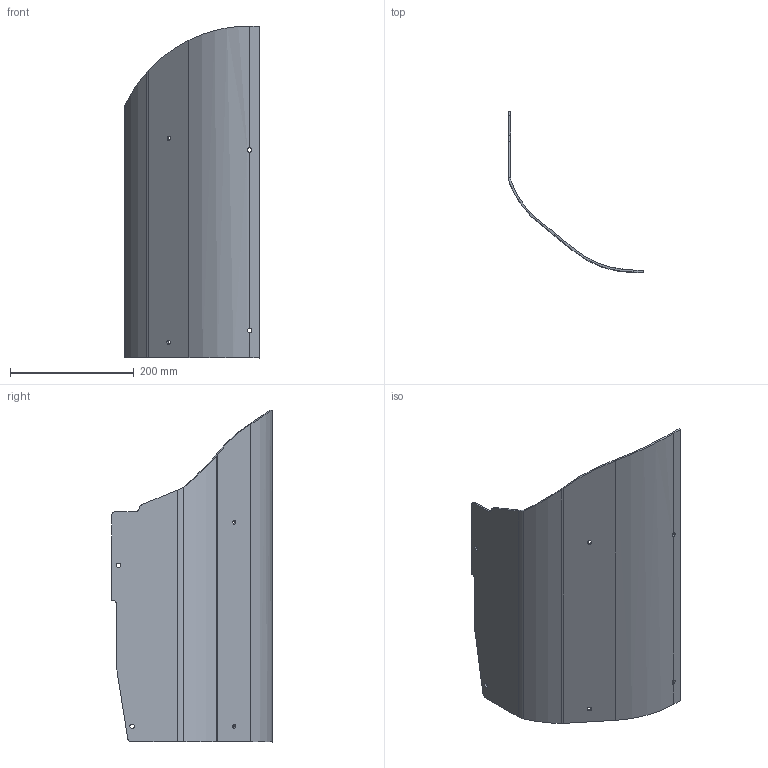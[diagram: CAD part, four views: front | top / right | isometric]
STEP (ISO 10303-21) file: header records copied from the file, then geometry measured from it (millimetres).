
FILE_DESCRIPTION (( 'STEP AP214' ), '1' );
FILE_NAME ('UIP Right Glareshield.STEP', '2020-09-08T10:15:37', ( '' ), ( '' ), 'SwSTEP 2.0', 'SolidWorks 2019', '' );
FILE_SCHEMA (( 'AUTOMOTIVE_DESIGN' ));
Length unit declared in the file: millimetre
Products named in the file (1): UIP Right Glareshield
Bounding box: 218.07 x 260.41 x 537.21 mm (x, y, z)
Volume: 583063.6 mm3; surface area: 359310.1 mm2
Topology: 1 solids, 1 shells, 58 faces, 148 edges, 88 vertices
Faces by surface type: cylinder 28, plane 23, bspline 7
Entity records: 2294 total; most frequent: CARTESIAN_POINT 879, ORIENTED_EDGE 296, DIRECTION 276, EDGE_CURVE 148, AXIS2_PLACEMENT_3D 100, VERTEX_POINT 88, LINE 76, VECTOR 76
